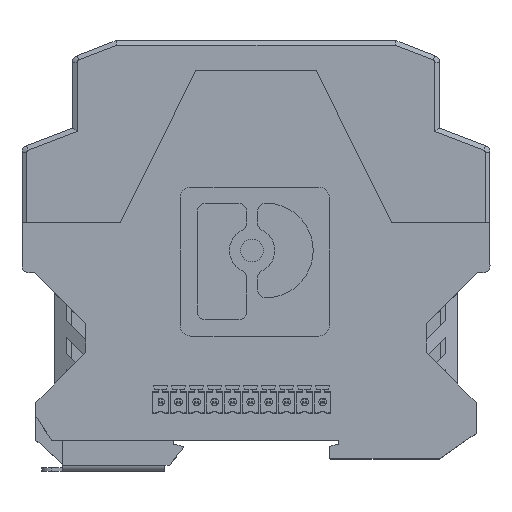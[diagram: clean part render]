
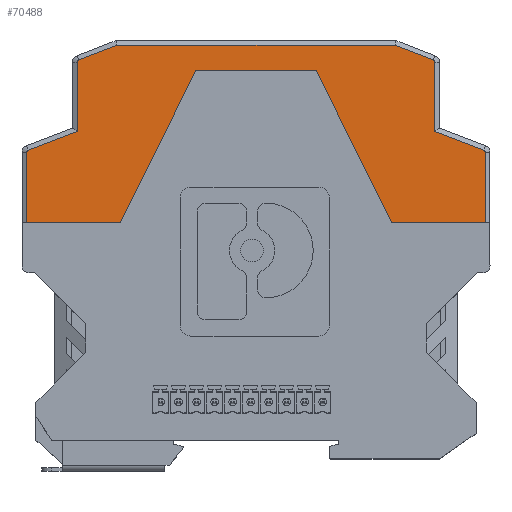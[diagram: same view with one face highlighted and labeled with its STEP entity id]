
A CAD part, top view. The second image highlights one B-rep face of the part: STEP entity #70488.
In plain terms, the highlighted planar face has unit normal (0, 0, 1).
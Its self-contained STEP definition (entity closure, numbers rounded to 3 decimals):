
#1510=CIRCLE('',#74327,0.5);
#1512=CIRCLE('',#74332,0.5);
#1522=CIRCLE('',#74386,0.5);
#1524=CIRCLE('',#74404,0.5);
#15234=ORIENTED_EDGE('',*,*,#24486,.F.);
#15235=ORIENTED_EDGE('',*,*,#24483,.F.);
#15236=ORIENTED_EDGE('',*,*,#24481,.T.);
#15237=ORIENTED_EDGE('',*,*,#24477,.T.);
#15238=ORIENTED_EDGE('',*,*,#24475,.T.);
#15239=ORIENTED_EDGE('',*,*,#24602,.T.);
#15240=ORIENTED_EDGE('',*,*,#24661,.F.);
#15241=ORIENTED_EDGE('',*,*,#24662,.F.);
#15242=ORIENTED_EDGE('',*,*,#24663,.F.);
#15243=ORIENTED_EDGE('',*,*,#24664,.T.);
#15244=ORIENTED_EDGE('',*,*,#24621,.T.);
#15245=ORIENTED_EDGE('',*,*,#24643,.F.);
#15246=ORIENTED_EDGE('',*,*,#24665,.F.);
#15247=ORIENTED_EDGE('',*,*,#24666,.F.);
#15248=ORIENTED_EDGE('',*,*,#24667,.F.);
#15249=ORIENTED_EDGE('',*,*,#24530,.F.);
#15250=ORIENTED_EDGE('',*,*,#24536,.F.);
#15251=ORIENTED_EDGE('',*,*,#24471,.T.);
#24471=EDGE_CURVE('',#30349,#30348,#36989,.T.);
#24475=EDGE_CURVE('',#30353,#30352,#36993,.T.);
#24477=EDGE_CURVE('',#30354,#30353,#1510,.T.);
#24481=EDGE_CURVE('',#30357,#30354,#36997,.T.);
#24483=EDGE_CURVE('',#30357,#30358,#36999,.T.);
#24486=EDGE_CURVE('',#30358,#30348,#1512,.T.);
#24530=EDGE_CURVE('',#30394,#30395,#37041,.T.);
#24536=EDGE_CURVE('',#30349,#30394,#37047,.T.);
#24602=EDGE_CURVE('',#30352,#30431,#37112,.T.);
#24621=EDGE_CURVE('',#30444,#30445,#1522,.T.);
#24643=EDGE_CURVE('',#30459,#30445,#37147,.T.);
#24661=EDGE_CURVE('',#30469,#30431,#37165,.T.);
#24662=EDGE_CURVE('',#30470,#30469,#1524,.T.);
#24663=EDGE_CURVE('',#30471,#30470,#37166,.T.);
#24664=EDGE_CURVE('',#30471,#30444,#37167,.T.);
#24665=EDGE_CURVE('',#30472,#30459,#37168,.T.);
#24666=EDGE_CURVE('',#30473,#30472,#37169,.T.);
#24667=EDGE_CURVE('',#30395,#30473,#37170,.T.);
#30348=VERTEX_POINT('',#103734);
#30349=VERTEX_POINT('',#103736);
#30352=VERTEX_POINT('',#103743);
#30353=VERTEX_POINT('',#103745);
#30354=VERTEX_POINT('',#103749);
#30357=VERTEX_POINT('',#103757);
#30358=VERTEX_POINT('',#103761);
#30394=VERTEX_POINT('',#103858);
#30395=VERTEX_POINT('',#103859);
#30431=VERTEX_POINT('',#103990);
#30444=VERTEX_POINT('',#104030);
#30445=VERTEX_POINT('',#104031);
#30459=VERTEX_POINT('',#104073);
#30469=VERTEX_POINT('',#104111);
#30470=VERTEX_POINT('',#104113);
#30471=VERTEX_POINT('',#104115);
#30472=VERTEX_POINT('',#104118);
#30473=VERTEX_POINT('',#104120);
#36989=LINE('',#103735,#43987);
#36993=LINE('',#103744,#43991);
#36997=LINE('',#103756,#43995);
#36999=LINE('',#103760,#43997);
#37041=LINE('',#103857,#44039);
#37047=LINE('',#103868,#44045);
#37112=LINE('',#103991,#44110);
#37147=LINE('',#104074,#44145);
#37165=LINE('',#104110,#44163);
#37166=LINE('',#104114,#44164);
#37167=LINE('',#104116,#44165);
#37168=LINE('',#104117,#44166);
#37169=LINE('',#104119,#44167);
#37170=LINE('',#104121,#44168);
#43987=VECTOR('',#87410,1000.);
#43991=VECTOR('',#87416,1000.);
#43995=VECTOR('',#87428,1000.);
#43997=VECTOR('',#87432,1000.);
#44039=VECTOR('',#87512,1000.);
#44045=VECTOR('',#87520,1000.);
#44110=VECTOR('',#87633,1000.);
#44145=VECTOR('',#87708,1000.);
#44163=VECTOR('',#87744,1000.);
#44164=VECTOR('',#87747,1000.);
#44165=VECTOR('',#87748,1000.);
#44166=VECTOR('',#87749,1000.);
#44167=VECTOR('',#87750,1000.);
#44168=VECTOR('',#87751,1000.);
#48147=EDGE_LOOP('',(#15234,#15235,#15236,#15237,#15238,#15239,#15240,#15241,
#15242,#15243,#15244,#15245,#15246,#15247,#15248,#15249,#15250,#15251));
#51507=FACE_BOUND('',#48147,.T.);
#54059=PLANE('',#74403);
#70488=ADVANCED_FACE('',(#51507),#54059,.T.);
#74327=AXIS2_PLACEMENT_3D('',#103748,#87420,#87421);
#74332=AXIS2_PLACEMENT_3D('',#103766,#87437,#87438);
#74386=AXIS2_PLACEMENT_3D('',#104029,#87670,#87671);
#74403=AXIS2_PLACEMENT_3D('',#104109,#87742,#87743);
#74404=AXIS2_PLACEMENT_3D('',#104112,#87745,#87746);
#87410=DIRECTION('',(0.,1.,0.));
#87416=DIRECTION('',(-0.934,0.358,0.));
#87420=DIRECTION('',(0.,0.,1.));
#87421=DIRECTION('',(1.,0.,0.));
#87428=DIRECTION('',(0.,1.,0.));
#87432=DIRECTION('',(0.934,-0.358,0.));
#87437=DIRECTION('',(0.,0.,-1.));
#87438=DIRECTION('',(-1.,0.,0.));
#87512=DIRECTION('',(-0.446,0.895,0.));
#87520=DIRECTION('',(-1.,0.,0.));
#87633=DIRECTION('',(-1.,0.,0.));
#87670=DIRECTION('',(0.,0.,1.));
#87671=DIRECTION('',(1.,0.,0.));
#87708=DIRECTION('',(0.,1.,0.));
#87742=DIRECTION('',(0.,0.,1.));
#87743=DIRECTION('',(1.,0.,0.));
#87744=DIRECTION('',(0.934,0.358,0.));
#87745=DIRECTION('',(0.,0.,-1.));
#87746=DIRECTION('',(-1.,0.,0.));
#87747=DIRECTION('',(0.,1.,0.));
#87748=DIRECTION('',(-0.934,-0.358,0.));
#87749=DIRECTION('',(-1.,0.,0.));
#87750=DIRECTION('',(-0.446,-0.895,0.));
#87751=DIRECTION('',(-1.,0.,0.));
#103734=CARTESIAN_POINT('',(210.306,-75.56,19.075));
#103735=CARTESIAN_POINT('',(210.306,-82.995,19.075));
#103736=CARTESIAN_POINT('',(210.306,-90.429,19.075));
#103743=CARTESIAN_POINT('',(191.22,-52.929,19.075));
#103744=CARTESIAN_POINT('',(196.468,-54.943,19.075));
#103745=CARTESIAN_POINT('',(199.285,-56.024,19.075));
#103748=CARTESIAN_POINT('',(199.106,-56.491,19.075));
#103749=CARTESIAN_POINT('',(199.606,-56.491,19.075));
#103756=CARTESIAN_POINT('',(199.606,-63.46,19.075));
#103757=CARTESIAN_POINT('',(199.606,-71.117,19.075));
#103760=CARTESIAN_POINT('',(204.616,-73.036,19.075));
#103761=CARTESIAN_POINT('',(209.984,-75.093,19.075));
#103766=CARTESIAN_POINT('',(209.806,-75.56,19.075));
#103857=CARTESIAN_POINT('',(228.687,-166.929,19.075));
#103858=CARTESIAN_POINT('',(190.556,-90.429,19.075));
#103859=CARTESIAN_POINT('',(174.506,-58.229,19.075));
#103868=CARTESIAN_POINT('',(161.806,-90.429,19.075));
#103990=CARTESIAN_POINT('',(132.391,-52.929,19.075));
#103991=CARTESIAN_POINT('',(163.201,-52.929,19.075));
#104029=CARTESIAN_POINT('',(113.806,-75.56,19.075));
#104030=CARTESIAN_POINT('',(113.627,-75.093,19.075));
#104031=CARTESIAN_POINT('',(113.306,-75.56,19.075));
#104073=CARTESIAN_POINT('',(113.306,-90.429,19.075));
#104074=CARTESIAN_POINT('',(113.306,-82.995,19.075));
#104109=CARTESIAN_POINT('',(194.192,-82.022,19.075));
#104110=CARTESIAN_POINT('',(128.445,-54.443,19.075));
#104111=CARTESIAN_POINT('',(124.326,-56.024,19.075));
#104112=CARTESIAN_POINT('',(124.506,-56.491,19.075));
#104113=CARTESIAN_POINT('',(124.006,-56.491,19.075));
#104114=CARTESIAN_POINT('',(124.006,-63.995,19.075));
#104115=CARTESIAN_POINT('',(124.006,-71.117,19.075));
#104116=CARTESIAN_POINT('',(118.495,-73.228,19.075));
#104117=CARTESIAN_POINT('',(161.806,-90.429,19.075));
#104118=CARTESIAN_POINT('',(133.056,-90.429,19.075));
#104119=CARTESIAN_POINT('',(94.924,-166.929,19.075));
#104120=CARTESIAN_POINT('',(149.106,-58.229,19.075));
#104121=CARTESIAN_POINT('',(161.806,-58.229,19.075));
